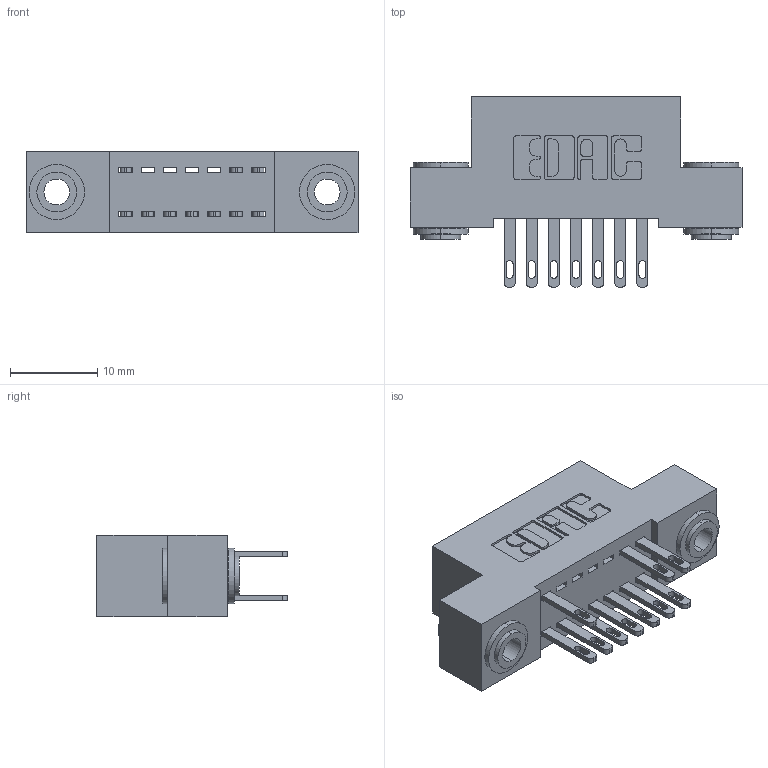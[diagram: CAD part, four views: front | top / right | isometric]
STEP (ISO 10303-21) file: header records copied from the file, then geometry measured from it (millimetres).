
FILE_DESCRIPTION (( 'STEP AP203' ), '1' );
FILE_NAME ('342-014-500-203.STEP', '2018-08-10T16:43:44', ( '' ), ( '' ), 'SwSTEP 2.0', 'SolidWorks 2016', '' );
FILE_SCHEMA (( 'CONFIG_CONTROL_DESIGN' ));
Length unit declared in the file: inch
Products named in the file (4): 342-250-002_345-250-002-102; 342-014-500-203; 342 Part_.156 TH; 345-292-001_345-293-100
Assembly tree (13 placements, depth 2):
  342-014-500-203
    342 Part_.156 TH
    345-292-001_345-293-100  x10
    342-250-002_345-250-002-102  x2
Bounding box: 38.1 x 21.85 x 9.4 mm (x, y, z)
Volume: 3275 mm3; surface area: 4579.3 mm2
Topology: 13 solids, 13 shells, 652 faces, 1929 edges, 1282 vertices
Faces by surface type: plane 400, cylinder 244, cone 8
Entity records: 9350 total; most frequent: CARTESIAN_POINT 1581, ORIENTED_EDGE 1514, DIRECTION 1443, EDGE_CURVE 757, LINE 601, VECTOR 601, VERTEX_POINT 502, AXIS2_PLACEMENT_3D 421
